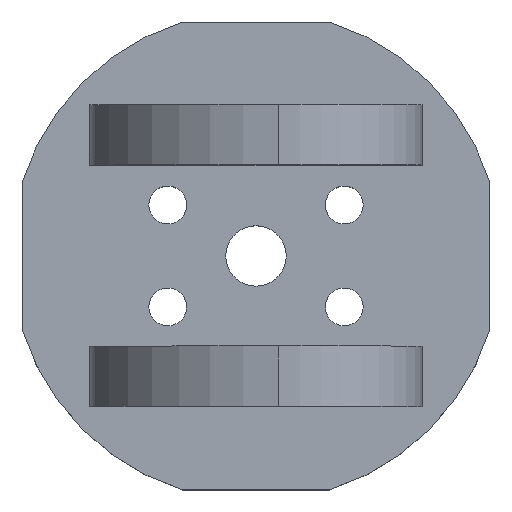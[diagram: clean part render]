
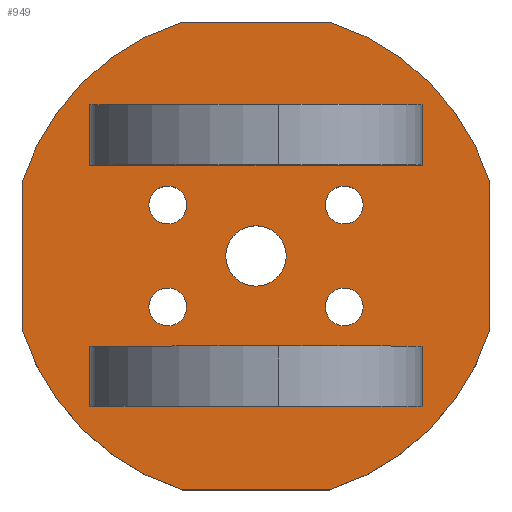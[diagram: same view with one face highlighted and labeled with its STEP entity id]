
A CAD part, top view. The second image highlights one B-rep face of the part: STEP entity #949.
In plain terms, the highlighted planar face has unit normal (0, 0, 1).
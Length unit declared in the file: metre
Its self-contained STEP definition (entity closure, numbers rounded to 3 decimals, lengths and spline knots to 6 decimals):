
#26=PLANE('',#1055);
#72=CIRCLE('',#1056,0.0325);
#73=CIRCLE('',#1057,0.0325);
#74=CIRCLE('',#1058,0.0325);
#75=CIRCLE('',#1059,0.0325);
#76=CIRCLE('',#1060,0.004);
#77=CIRCLE('',#1061,0.0025);
#78=CIRCLE('',#1062,0.0025);
#79=CIRCLE('',#1063,0.0025);
#80=CIRCLE('',#1064,0.0025);
#178=ORIENTED_EDGE('',*,*,#426,.F.);
#179=ORIENTED_EDGE('',*,*,#427,.T.);
#180=ORIENTED_EDGE('',*,*,#428,.T.);
#181=ORIENTED_EDGE('',*,*,#429,.T.);
#182=ORIENTED_EDGE('',*,*,#430,.F.);
#183=ORIENTED_EDGE('',*,*,#431,.T.);
#184=ORIENTED_EDGE('',*,*,#432,.T.);
#185=ORIENTED_EDGE('',*,*,#433,.T.);
#186=ORIENTED_EDGE('',*,*,#434,.F.);
#187=ORIENTED_EDGE('',*,*,#435,.F.);
#188=ORIENTED_EDGE('',*,*,#436,.F.);
#189=ORIENTED_EDGE('',*,*,#437,.F.);
#190=ORIENTED_EDGE('',*,*,#438,.F.);
#191=ORIENTED_EDGE('',*,*,#439,.F.);
#192=ORIENTED_EDGE('',*,*,#392,.T.);
#193=ORIENTED_EDGE('',*,*,#401,.T.);
#194=ORIENTED_EDGE('',*,*,#397,.T.);
#195=ORIENTED_EDGE('',*,*,#440,.F.);
#196=ORIENTED_EDGE('',*,*,#407,.F.);
#197=ORIENTED_EDGE('',*,*,#425,.F.);
#198=ORIENTED_EDGE('',*,*,#420,.F.);
#392=EDGE_CURVE('',#514,#518,#604,.T.);
#397=EDGE_CURVE('',#524,#523,#606,.T.);
#401=EDGE_CURVE('',#518,#524,#609,.T.);
#407=EDGE_CURVE('',#531,#527,#612,.T.);
#420=EDGE_CURVE('',#544,#545,#614,.T.);
#425=EDGE_CURVE('',#545,#531,#617,.T.);
#426=EDGE_CURVE('',#548,#549,#618,.T.);
#427=EDGE_CURVE('',#548,#550,#72,.T.);
#428=EDGE_CURVE('',#550,#551,#619,.T.);
#429=EDGE_CURVE('',#551,#552,#73,.T.);
#430=EDGE_CURVE('',#553,#552,#620,.T.);
#431=EDGE_CURVE('',#553,#554,#74,.T.);
#432=EDGE_CURVE('',#554,#555,#621,.T.);
#433=EDGE_CURVE('',#555,#549,#75,.T.);
#434=EDGE_CURVE('',#556,#556,#76,.T.);
#435=EDGE_CURVE('',#557,#557,#77,.T.);
#436=EDGE_CURVE('',#558,#558,#78,.T.);
#437=EDGE_CURVE('',#559,#559,#79,.T.);
#438=EDGE_CURVE('',#560,#560,#80,.T.);
#439=EDGE_CURVE('',#514,#523,#622,.T.);
#440=EDGE_CURVE('',#527,#544,#623,.T.);
#514=VERTEX_POINT('',#1498);
#518=VERTEX_POINT('',#1506);
#523=VERTEX_POINT('',#1517);
#524=VERTEX_POINT('',#1519);
#527=VERTEX_POINT('',#1529);
#531=VERTEX_POINT('',#1537);
#544=VERTEX_POINT('',#1564);
#545=VERTEX_POINT('',#1566);
#548=VERTEX_POINT('',#1577);
#549=VERTEX_POINT('',#1578);
#550=VERTEX_POINT('',#1580);
#551=VERTEX_POINT('',#1582);
#552=VERTEX_POINT('',#1584);
#553=VERTEX_POINT('',#1586);
#554=VERTEX_POINT('',#1588);
#555=VERTEX_POINT('',#1590);
#556=VERTEX_POINT('',#1593);
#557=VERTEX_POINT('',#1595);
#558=VERTEX_POINT('',#1597);
#559=VERTEX_POINT('',#1599);
#560=VERTEX_POINT('',#1601);
#604=LINE('',#1507,#660);
#606=LINE('',#1518,#662);
#609=LINE('',#1525,#665);
#612=LINE('',#1538,#668);
#614=LINE('',#1565,#670);
#617=LINE('',#1574,#673);
#618=LINE('',#1576,#674);
#619=LINE('',#1581,#675);
#620=LINE('',#1585,#676);
#621=LINE('',#1589,#677);
#622=LINE('',#1602,#678);
#623=LINE('',#1603,#679);
#660=VECTOR('',#1190,1.);
#662=VECTOR('',#1200,1.);
#665=VECTOR('',#1207,1.);
#668=VECTOR('',#1218,1.);
#670=VECTOR('',#1244,1.);
#673=VECTOR('',#1253,1.);
#674=VECTOR('',#1256,1.);
#675=VECTOR('',#1259,1.);
#676=VECTOR('',#1262,1.);
#677=VECTOR('',#1265,1.);
#678=VECTOR('',#1278,1.);
#679=VECTOR('',#1279,1.);
#728=EDGE_LOOP('',(#178,#179,#180,#181,#182,#183,#184,#185));
#729=EDGE_LOOP('',(#186));
#730=EDGE_LOOP('',(#187));
#731=EDGE_LOOP('',(#188));
#732=EDGE_LOOP('',(#189));
#733=EDGE_LOOP('',(#190));
#734=EDGE_LOOP('',(#191,#192,#193,#194));
#735=EDGE_LOOP('',(#195,#196,#197,#198));
#822=FACE_BOUND('',#728,.T.);
#823=FACE_BOUND('',#729,.T.);
#824=FACE_BOUND('',#730,.T.);
#825=FACE_BOUND('',#731,.T.);
#826=FACE_BOUND('',#732,.T.);
#827=FACE_BOUND('',#733,.T.);
#828=FACE_BOUND('',#734,.T.);
#829=FACE_BOUND('',#735,.T.);
#949=ADVANCED_FACE('',(#822,#823,#824,#825,#826,#827,#828,#829),#26,.T.);
#1055=AXIS2_PLACEMENT_3D('',#1575,#1254,#1255);
#1056=AXIS2_PLACEMENT_3D('',#1579,#1257,#1258);
#1057=AXIS2_PLACEMENT_3D('',#1583,#1260,#1261);
#1058=AXIS2_PLACEMENT_3D('',#1587,#1263,#1264);
#1059=AXIS2_PLACEMENT_3D('',#1591,#1266,#1267);
#1060=AXIS2_PLACEMENT_3D('',#1592,#1268,#1269);
#1061=AXIS2_PLACEMENT_3D('',#1594,#1270,#1271);
#1062=AXIS2_PLACEMENT_3D('',#1596,#1272,#1273);
#1063=AXIS2_PLACEMENT_3D('',#1598,#1274,#1275);
#1064=AXIS2_PLACEMENT_3D('',#1600,#1276,#1277);
#1190=DIRECTION('',(1.,0.,0.));
#1200=DIRECTION('',(-1.,0.,0.));
#1207=DIRECTION('',(0.,-1.,0.));
#1218=DIRECTION('',(-1.,0.,0.));
#1244=DIRECTION('',(1.,0.,0.));
#1253=DIRECTION('',(0.,1.,0.));
#1254=DIRECTION('',(0.,0.,1.));
#1255=DIRECTION('',(1.,0.,0.));
#1256=DIRECTION('',(1.,0.,0.));
#1257=DIRECTION('',(0.,0.,1.));
#1258=DIRECTION('',(1.,0.,0.));
#1259=DIRECTION('',(0.,-1.,0.));
#1260=DIRECTION('',(0.,0.,1.));
#1261=DIRECTION('',(1.,0.,0.));
#1262=DIRECTION('',(-1.,0.,0.));
#1263=DIRECTION('',(0.,0.,1.));
#1264=DIRECTION('',(1.,0.,0.));
#1265=DIRECTION('',(0.,1.,0.));
#1266=DIRECTION('',(0.,0.,1.));
#1267=DIRECTION('',(1.,0.,0.));
#1268=DIRECTION('',(0.,0.,1.));
#1269=DIRECTION('',(1.,0.,0.));
#1270=DIRECTION('',(0.,0.,1.));
#1271=DIRECTION('',(1.,0.,0.));
#1272=DIRECTION('',(0.,0.,1.));
#1273=DIRECTION('',(1.,0.,0.));
#1274=DIRECTION('',(0.,0.,1.));
#1275=DIRECTION('',(1.,0.,0.));
#1276=DIRECTION('',(0.,0.,1.));
#1277=DIRECTION('',(1.,0.,0.));
#1278=DIRECTION('',(0.,-1.,0.));
#1279=DIRECTION('',(0.,-1.,0.));
#1498=CARTESIAN_POINT('',(-0.022,0.02,0.008));
#1506=CARTESIAN_POINT('',(0.022,0.02,0.008));
#1507=CARTESIAN_POINT('',(0.,0.02,0.008));
#1517=CARTESIAN_POINT('',(-0.022,0.012,0.008));
#1518=CARTESIAN_POINT('',(0.,0.012,0.008));
#1519=CARTESIAN_POINT('',(0.022,0.012,0.008));
#1525=CARTESIAN_POINT('',(0.022,0.016,0.008));
#1529=CARTESIAN_POINT('',(-0.022,-0.012,0.008));
#1537=CARTESIAN_POINT('',(0.022,-0.012,0.008));
#1538=CARTESIAN_POINT('',(0.,-0.012,0.008));
#1564=CARTESIAN_POINT('',(-0.022,-0.02,0.008));
#1565=CARTESIAN_POINT('',(0.,-0.02,0.008));
#1566=CARTESIAN_POINT('',(0.022,-0.02,0.008));
#1574=CARTESIAN_POINT('',(0.022,-0.016,0.008));
#1575=CARTESIAN_POINT('',(0.,0.,0.008));
#1576=CARTESIAN_POINT('',(0.,0.031,0.008));
#1577=CARTESIAN_POINT('',(-0.00976,0.031,0.008));
#1578=CARTESIAN_POINT('',(0.00976,0.031,0.008));
#1579=CARTESIAN_POINT('',(0.,0.,0.008));
#1580=CARTESIAN_POINT('',(-0.031,0.00976,0.008));
#1581=CARTESIAN_POINT('',(-0.031,0.,0.008));
#1582=CARTESIAN_POINT('',(-0.031,-0.00976,0.008));
#1583=CARTESIAN_POINT('',(0.,0.,0.008));
#1584=CARTESIAN_POINT('',(-0.00976,-0.031,0.008));
#1585=CARTESIAN_POINT('',(0.,-0.031,0.008));
#1586=CARTESIAN_POINT('',(0.00976,-0.031,0.008));
#1587=CARTESIAN_POINT('',(0.,0.,0.008));
#1588=CARTESIAN_POINT('',(0.031,-0.00976,0.008));
#1589=CARTESIAN_POINT('',(0.031,0.,0.008));
#1590=CARTESIAN_POINT('',(0.031,0.00976,0.008));
#1591=CARTESIAN_POINT('',(0.,0.,0.008));
#1592=CARTESIAN_POINT('',(0.,0.,0.008));
#1593=CARTESIAN_POINT('',(0.004,0.,0.008));
#1594=CARTESIAN_POINT('',(-0.011691,0.00675,0.008));
#1595=CARTESIAN_POINT('',(-0.009191,0.00675,0.008));
#1596=CARTESIAN_POINT('',(-0.011691,-0.00675,0.008));
#1597=CARTESIAN_POINT('',(-0.009191,-0.00675,0.008));
#1598=CARTESIAN_POINT('',(0.011691,-0.00675,0.008));
#1599=CARTESIAN_POINT('',(0.014191,-0.00675,0.008));
#1600=CARTESIAN_POINT('',(0.011691,0.00675,0.008));
#1601=CARTESIAN_POINT('',(0.014191,0.00675,0.008));
#1602=CARTESIAN_POINT('',(-0.022,0.016,0.008));
#1603=CARTESIAN_POINT('',(-0.022,-0.016,0.008));
